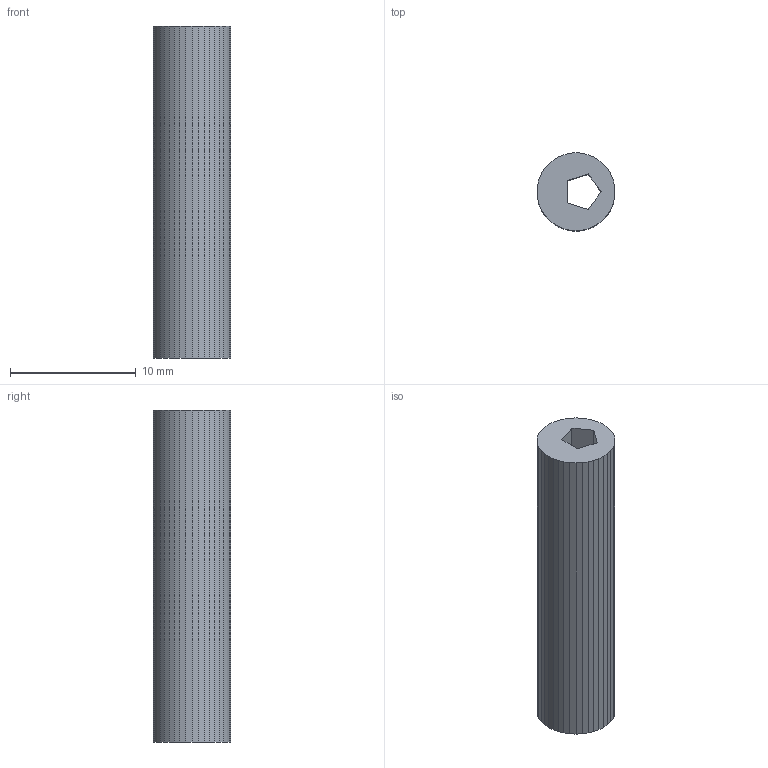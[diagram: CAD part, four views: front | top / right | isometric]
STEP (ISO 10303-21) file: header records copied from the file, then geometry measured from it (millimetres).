
FILE_DESCRIPTION(('FreeCAD Model'),'2;1');
FILE_NAME('Sstruder_v2_adjustment_cylinder.step','2017-05-30T14:01:59', ('Author'),(''),'Open CASCADE STEP processor 6.8','FreeCAD','Unknown' );
FILE_SCHEMA(('AUTOMOTIVE_DESIGN_CC2 { 1 2 10303 214 -1 1 5 4 }'));
Length unit declared in the file: millimetre
Products named in the file (2): ASSEMBLY; Solid
Assembly tree (1 placements, depth 2):
  ASSEMBLY
    Solid
Bounding box: 6.2 x 6.2 x 26.4 mm (x, y, z)
Volume: 652.5 mm3; surface area: 795.9 mm2
Topology: 1 solids, 1 shells, 47 faces, 135 edges, 90 vertices
Faces by surface type: plane 47
Entity records: 3307 total; most frequent: CARTESIAN_POINT 544, DIRECTION 503, LINE 405, VECTOR 405, ORIENTED_EDGE 270, PCURVE 270, DEFINITIONAL_REPRESENTATION 270, EDGE_CURVE 135
